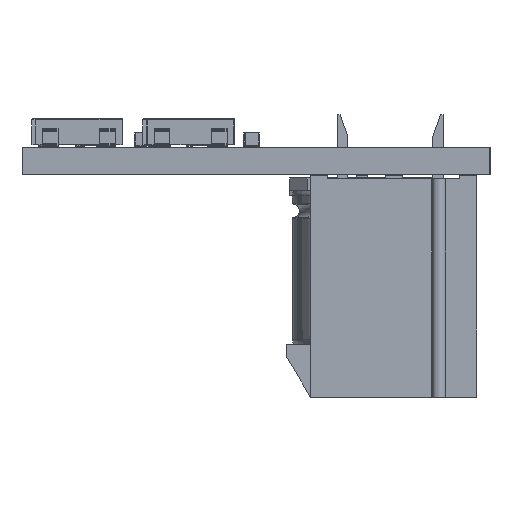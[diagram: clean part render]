
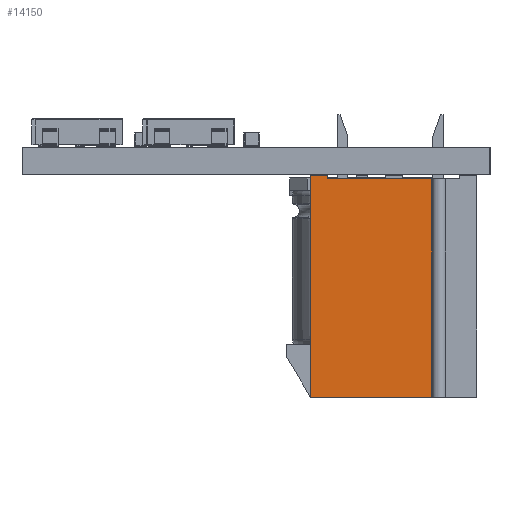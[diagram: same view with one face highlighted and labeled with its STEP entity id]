
A CAD part, left-side view. The second image highlights one B-rep face of the part: STEP entity #14150.
In plain terms, the highlighted face is planar.
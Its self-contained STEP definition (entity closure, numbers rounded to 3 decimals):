
#11467 = PLANE('',#11468);
#11468 = AXIS2_PLACEMENT_3D('',#11469,#11470,#11471);
#11469 = CARTESIAN_POINT('',(-4.8,0.,-4.8));
#11470 = DIRECTION('',(0.,0.,-1.));
#11471 = DIRECTION('',(0.,-1.,0.));
#11563 = PLANE('',#11564);
#11564 = AXIS2_PLACEMENT_3D('',#11565,#11566,#11567);
#11565 = CARTESIAN_POINT('',(-4.8,12.8,-4.8));
#11566 = DIRECTION('',(0.,1.,0.));
#11567 = DIRECTION('',(1.,0.,-0.));
#11660 = VERTEX_POINT('',#11661);
#11661 = CARTESIAN_POINT('',(4.8,12.8,-4.8));
#11682 = EDGE_CURVE('',#11683,#11660,#11685,.T.);
#11683 = VERTEX_POINT('',#11684);
#11684 = CARTESIAN_POINT('',(4.8,0.,-4.8));
#11685 = SURFACE_CURVE('',#11686,(#11690,#11697),.PCURVE_S1.);
#11686 = LINE('',#11687,#11688);
#11687 = CARTESIAN_POINT('',(4.8,0.,-4.8));
#11688 = VECTOR('',#11689,1.);
#11689 = DIRECTION('',(0.,1.,0.));
#11690 = PCURVE('',#11467,#11691);
#11691 = DEFINITIONAL_REPRESENTATION('',(#11692),#11696);
#11692 = LINE('',#11693,#11694);
#11693 = CARTESIAN_POINT('',(0.,-9.6));
#11694 = VECTOR('',#11695,1.);
#11695 = DIRECTION('',(-1.,-0.));
#11696 = ( GEOMETRIC_REPRESENTATION_CONTEXT(2) 
PARAMETRIC_REPRESENTATION_CONTEXT() REPRESENTATION_CONTEXT('2D SPACE',''
  ) );
#11697 = PCURVE('',#11698,#11703);
#11698 = PLANE('',#11699);
#11699 = AXIS2_PLACEMENT_3D('',#11700,#11701,#11702);
#11700 = CARTESIAN_POINT('',(4.8,0.,0.));
#11701 = DIRECTION('',(1.,0.,0.));
#11702 = DIRECTION('',(0.,1.,-0.));
#11703 = DEFINITIONAL_REPRESENTATION('',(#11704),#11708);
#11704 = LINE('',#11705,#11706);
#11705 = CARTESIAN_POINT('',(0.,-4.8));
#11706 = VECTOR('',#11707,1.);
#11707 = DIRECTION('',(1.,0.));
#11708 = ( GEOMETRIC_REPRESENTATION_CONTEXT(2) 
PARAMETRIC_REPRESENTATION_CONTEXT() REPRESENTATION_CONTEXT('2D SPACE',''
  ) );
#11726 = PLANE('',#11727);
#11727 = AXIS2_PLACEMENT_3D('',#11728,#11729,#11730);
#11728 = CARTESIAN_POINT('',(-4.8,0.,4.8));
#11729 = DIRECTION('',(0.,-1.,0.));
#11730 = DIRECTION('',(0.,0.,-1.));
#11946 = PLANE('',#11947);
#11947 = AXIS2_PLACEMENT_3D('',#11948,#11949,#11950);
#11948 = CARTESIAN_POINT('',(0.8,0.,-3.8));
#11949 = DIRECTION('',(0.,0.,-1.));
#11950 = DIRECTION('',(0.,-1.,0.));
#13709 = PLANE('',#13710);
#13710 = AXIS2_PLACEMENT_3D('',#13711,#13712,#13713);
#13711 = CARTESIAN_POINT('',(-4.8,0.2,0.));
#13712 = DIRECTION('',(0.,-1.,0.));
#13713 = DIRECTION('',(0.,0.,-1.));
#14150 = ADVANCED_FACE('',(#14151),#11698,.T.);
#14151 = FACE_BOUND('',#14152,.T.);
#14152 = EDGE_LOOP('',(#14153,#14178,#14201,#14222,#14223,#14246));
#14153 = ORIENTED_EDGE('',*,*,#14154,.F.);
#14154 = EDGE_CURVE('',#14155,#14157,#14159,.T.);
#14155 = VERTEX_POINT('',#14156);
#14156 = CARTESIAN_POINT('',(4.8,0.2,-3.8));
#14157 = VERTEX_POINT('',#14158);
#14158 = CARTESIAN_POINT('',(4.8,0.2,2.2));
#14159 = SURFACE_CURVE('',#14160,(#14164,#14171),.PCURVE_S1.);
#14160 = LINE('',#14161,#14162);
#14161 = CARTESIAN_POINT('',(4.8,0.2,-3.8)
  );
#14162 = VECTOR('',#14163,1.);
#14163 = DIRECTION('',(0.,0.,1.));
#14164 = PCURVE('',#11698,#14165);
#14165 = DEFINITIONAL_REPRESENTATION('',(#14166),#14170);
#14166 = LINE('',#14167,#14168);
#14167 = CARTESIAN_POINT('',(0.2,-3.8));
#14168 = VECTOR('',#14169,1.);
#14169 = DIRECTION('',(0.,1.));
#14170 = ( GEOMETRIC_REPRESENTATION_CONTEXT(2) 
PARAMETRIC_REPRESENTATION_CONTEXT() REPRESENTATION_CONTEXT('2D SPACE',''
  ) );
#14171 = PCURVE('',#13709,#14172);
#14172 = DEFINITIONAL_REPRESENTATION('',(#14173),#14177);
#14173 = LINE('',#14174,#14175);
#14174 = CARTESIAN_POINT('',(3.8,9.6));
#14175 = VECTOR('',#14176,1.);
#14176 = DIRECTION('',(-1.,0.));
#14177 = ( GEOMETRIC_REPRESENTATION_CONTEXT(2) 
PARAMETRIC_REPRESENTATION_CONTEXT() REPRESENTATION_CONTEXT('2D SPACE',''
  ) );
#14178 = ORIENTED_EDGE('',*,*,#14179,.F.);
#14179 = EDGE_CURVE('',#14180,#14155,#14182,.T.);
#14180 = VERTEX_POINT('',#14181);
#14181 = CARTESIAN_POINT('',(4.8,0.,-3.8));
#14182 = SURFACE_CURVE('',#14183,(#14187,#14194),.PCURVE_S1.);
#14183 = LINE('',#14184,#14185);
#14184 = CARTESIAN_POINT('',(4.8,0.,-3.8));
#14185 = VECTOR('',#14186,1.);
#14186 = DIRECTION('',(0.,1.,0.));
#14187 = PCURVE('',#11698,#14188);
#14188 = DEFINITIONAL_REPRESENTATION('',(#14189),#14193);
#14189 = LINE('',#14190,#14191);
#14190 = CARTESIAN_POINT('',(0.,-3.8));
#14191 = VECTOR('',#14192,1.);
#14192 = DIRECTION('',(1.,0.));
#14193 = ( GEOMETRIC_REPRESENTATION_CONTEXT(2) 
PARAMETRIC_REPRESENTATION_CONTEXT() REPRESENTATION_CONTEXT('2D SPACE',''
  ) );
#14194 = PCURVE('',#11946,#14195);
#14195 = DEFINITIONAL_REPRESENTATION('',(#14196),#14200);
#14196 = LINE('',#14197,#14198);
#14197 = CARTESIAN_POINT('',(0.,-4.));
#14198 = VECTOR('',#14199,1.);
#14199 = DIRECTION('',(-1.,-0.));
#14200 = ( GEOMETRIC_REPRESENTATION_CONTEXT(2) 
PARAMETRIC_REPRESENTATION_CONTEXT() REPRESENTATION_CONTEXT('2D SPACE',''
  ) );
#14201 = ORIENTED_EDGE('',*,*,#14202,.T.);
#14202 = EDGE_CURVE('',#14180,#11683,#14203,.T.);
#14203 = SURFACE_CURVE('',#14204,(#14208,#14215),.PCURVE_S1.);
#14204 = LINE('',#14205,#14206);
#14205 = CARTESIAN_POINT('',(4.8,0.,-3.8));
#14206 = VECTOR('',#14207,1.);
#14207 = DIRECTION('',(0.,0.,-1.));
#14208 = PCURVE('',#11698,#14209);
#14209 = DEFINITIONAL_REPRESENTATION('',(#14210),#14214);
#14210 = LINE('',#14211,#14212);
#14211 = CARTESIAN_POINT('',(0.,-3.8));
#14212 = VECTOR('',#14213,1.);
#14213 = DIRECTION('',(0.,-1.));
#14214 = ( GEOMETRIC_REPRESENTATION_CONTEXT(2) 
PARAMETRIC_REPRESENTATION_CONTEXT() REPRESENTATION_CONTEXT('2D SPACE',''
  ) );
#14215 = PCURVE('',#11726,#14216);
#14216 = DEFINITIONAL_REPRESENTATION('',(#14217),#14221);
#14217 = LINE('',#14218,#14219);
#14218 = CARTESIAN_POINT('',(8.6,9.6));
#14219 = VECTOR('',#14220,1.);
#14220 = DIRECTION('',(1.,0.));
#14221 = ( GEOMETRIC_REPRESENTATION_CONTEXT(2) 
PARAMETRIC_REPRESENTATION_CONTEXT() REPRESENTATION_CONTEXT('2D SPACE',''
  ) );
#14222 = ORIENTED_EDGE('',*,*,#11682,.T.);
#14223 = ORIENTED_EDGE('',*,*,#14224,.T.);
#14224 = EDGE_CURVE('',#11660,#14225,#14227,.T.);
#14225 = VERTEX_POINT('',#14226);
#14226 = CARTESIAN_POINT('',(4.8,12.8,2.2));
#14227 = SURFACE_CURVE('',#14228,(#14232,#14239),.PCURVE_S1.);
#14228 = LINE('',#14229,#14230);
#14229 = CARTESIAN_POINT('',(4.8,12.8,-4.8
    ));
#14230 = VECTOR('',#14231,1.);
#14231 = DIRECTION('',(0.,0.,1.));
#14232 = PCURVE('',#11698,#14233);
#14233 = DEFINITIONAL_REPRESENTATION('',(#14234),#14238);
#14234 = LINE('',#14235,#14236);
#14235 = CARTESIAN_POINT('',(12.8,-4.8));
#14236 = VECTOR('',#14237,1.);
#14237 = DIRECTION('',(0.,1.));
#14238 = ( GEOMETRIC_REPRESENTATION_CONTEXT(2) 
PARAMETRIC_REPRESENTATION_CONTEXT() REPRESENTATION_CONTEXT('2D SPACE',''
  ) );
#14239 = PCURVE('',#11563,#14240);
#14240 = DEFINITIONAL_REPRESENTATION('',(#14241),#14245);
#14241 = LINE('',#14242,#14243);
#14242 = CARTESIAN_POINT('',(9.6,0.));
#14243 = VECTOR('',#14244,1.);
#14244 = DIRECTION('',(0.,-1.));
#14245 = ( GEOMETRIC_REPRESENTATION_CONTEXT(2) 
PARAMETRIC_REPRESENTATION_CONTEXT() REPRESENTATION_CONTEXT('2D SPACE',''
  ) );
#14246 = ORIENTED_EDGE('',*,*,#14247,.T.);
#14247 = EDGE_CURVE('',#14225,#14157,#14248,.T.);
#14248 = SURFACE_CURVE('',#14249,(#14253,#14260),.PCURVE_S1.);
#14249 = LINE('',#14250,#14251);
#14250 = CARTESIAN_POINT('',(4.8,12.8,2.2)
  );
#14251 = VECTOR('',#14252,1.);
#14252 = DIRECTION('',(0.,-1.,0.));
#14253 = PCURVE('',#11698,#14254);
#14254 = DEFINITIONAL_REPRESENTATION('',(#14255),#14259);
#14255 = LINE('',#14256,#14257);
#14256 = CARTESIAN_POINT('',(12.8,2.2));
#14257 = VECTOR('',#14258,1.);
#14258 = DIRECTION('',(-1.,0.));
#14259 = ( GEOMETRIC_REPRESENTATION_CONTEXT(2) 
PARAMETRIC_REPRESENTATION_CONTEXT() REPRESENTATION_CONTEXT('2D SPACE',''
  ) );
#14260 = PCURVE('',#14261,#14266);
#14261 = CYLINDRICAL_SURFACE('',#14262,0.4);
#14262 = AXIS2_PLACEMENT_3D('',#14263,#14264,#14265);
#14263 = CARTESIAN_POINT('',(4.8,12.8,2.6));
#14264 = DIRECTION('',(-0.,1.,-0.));
#14265 = DIRECTION('',(1.,0.,0.));
#14266 = DEFINITIONAL_REPRESENTATION('',(#14267),#14271);
#14267 = LINE('',#14268,#14269);
#14268 = CARTESIAN_POINT('',(7.854,0.));
#14269 = VECTOR('',#14270,1.);
#14270 = DIRECTION('',(0.,-1.));
#14271 = ( GEOMETRIC_REPRESENTATION_CONTEXT(2) 
PARAMETRIC_REPRESENTATION_CONTEXT() REPRESENTATION_CONTEXT('2D SPACE',''
  ) );
